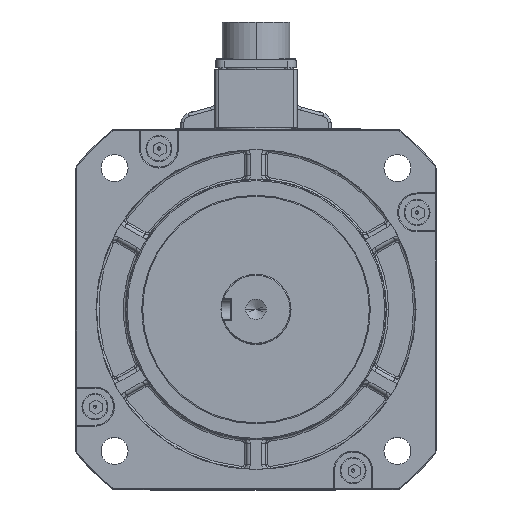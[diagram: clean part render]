
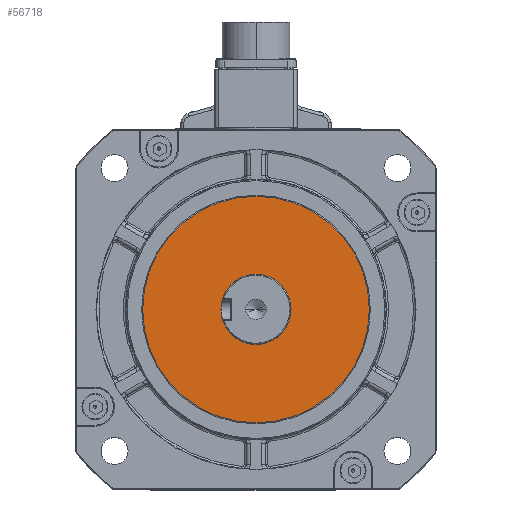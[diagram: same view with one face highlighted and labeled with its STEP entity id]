
A CAD part, top view. The second image highlights one B-rep face of the part: STEP entity #56718.
In plain terms, the highlighted planar face has unit normal (0, 0, 1).
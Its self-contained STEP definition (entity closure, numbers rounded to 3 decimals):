
#2298 = CARTESIAN_POINT ( 'NONE',  ( 52.5, 0., 63.2 ) ) ;
#5213 = DIRECTION ( 'NONE',  ( 1., 0., 0. ) ) ;
#5512 = DIRECTION ( 'NONE',  ( 0., 0., 1. ) ) ;
#10989 = DIRECTION ( 'NONE',  ( 0., 0., -1. ) ) ;
#12302 = CIRCLE ( 'NONE', #49935, 56.65 ) ;
#14325 = CARTESIAN_POINT ( 'NONE',  ( 0., 0., 63.2 ) ) ;
#14849 = CARTESIAN_POINT ( 'NONE',  ( 56.65, 0., 63.2 ) ) ;
#15857 = EDGE_CURVE ( 'NONE', #64105, #60681, #49693, .T. ) ;
#20167 = CIRCLE ( 'NONE', #84470, 17.3 ) ;
#23459 = PLANE ( 'NONE',  #49908 ) ;
#26906 = AXIS2_PLACEMENT_3D ( 'NONE', #82142, #10989, #74484 ) ;
#31438 = CARTESIAN_POINT ( 'NONE',  ( -56.65, 0., 63.2 ) ) ;
#32468 = ORIENTED_EDGE ( 'NONE', *, *, #86467, .T. ) ;
#32693 = FACE_BOUND ( 'NONE', #50588, .T. ) ;
#38654 = CARTESIAN_POINT ( 'NONE',  ( 0., 17.3, 63.2 ) ) ;
#42018 = DIRECTION ( 'NONE',  ( 0., 1., 0. ) ) ;
#45932 = FACE_OUTER_BOUND ( 'NONE', #49912, .T. ) ;
#45987 = ORIENTED_EDGE ( 'NONE', *, *, #73118, .T. ) ;
#47830 = EDGE_CURVE ( 'NONE', #91022, #82197, #12302, .T. ) ;
#49693 = CIRCLE ( 'NONE', #26906, 17.3 ) ;
#49908 = AXIS2_PLACEMENT_3D ( 'NONE', #2298, #66438, #51503 ) ;
#49912 = EDGE_LOOP ( 'NONE', ( #32468, #69967 ) ) ;
#49935 = AXIS2_PLACEMENT_3D ( 'NONE', #60302, #59722, #59416 ) ;
#50588 = EDGE_LOOP ( 'NONE', ( #52683, #45987 ) ) ;
#51503 = DIRECTION ( 'NONE',  ( 1., 0., 0. ) ) ;
#52683 = ORIENTED_EDGE ( 'NONE', *, *, #15857, .T. ) ;
#56718 = ADVANCED_FACE ( 'NONE', ( #32693, #45932 ), #23459, .T. ) ;
#59416 = DIRECTION ( 'NONE',  ( 1., 0., 0. ) ) ;
#59722 = DIRECTION ( 'NONE',  ( 0., 0., 1. ) ) ;
#59958 = CIRCLE ( 'NONE', #74807, 56.65 ) ;
#60302 = CARTESIAN_POINT ( 'NONE',  ( 0., 0., 63.2 ) ) ;
#60681 = VERTEX_POINT ( 'NONE', #78270 ) ;
#64105 = VERTEX_POINT ( 'NONE', #38654 ) ;
#66438 = DIRECTION ( 'NONE',  ( 0., 0., 1. ) ) ;
#69967 = ORIENTED_EDGE ( 'NONE', *, *, #47830, .T. ) ;
#73118 = EDGE_CURVE ( 'NONE', #60681, #64105, #20167, .T. ) ;
#74484 = DIRECTION ( 'NONE',  ( 0., 1., 0. ) ) ;
#74807 = AXIS2_PLACEMENT_3D ( 'NONE', #89272, #5512, #5213 ) ;
#78270 = CARTESIAN_POINT ( 'NONE',  ( 0., -17.3, 63.2 ) ) ;
#82142 = CARTESIAN_POINT ( 'NONE',  ( 0., 0., 63.2 ) ) ;
#82197 = VERTEX_POINT ( 'NONE', #31438 ) ;
#83975 = DIRECTION ( 'NONE',  ( 0., 0., -1. ) ) ;
#84470 = AXIS2_PLACEMENT_3D ( 'NONE', #14325, #83975, #42018 ) ;
#86467 = EDGE_CURVE ( 'NONE', #82197, #91022, #59958, .T. ) ;
#89272 = CARTESIAN_POINT ( 'NONE',  ( 0., 0., 63.2 ) ) ;
#91022 = VERTEX_POINT ( 'NONE', #14849 ) ;
